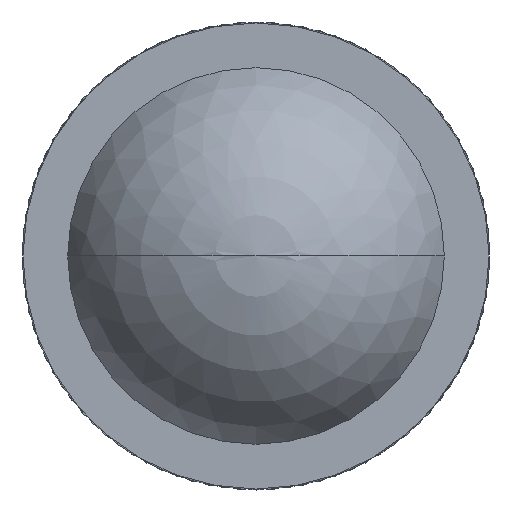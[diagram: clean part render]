
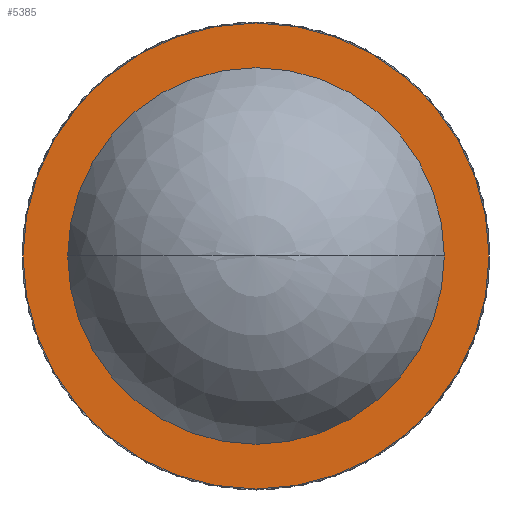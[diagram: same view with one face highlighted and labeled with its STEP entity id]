
A CAD part, left-side view. The second image highlights one B-rep face of the part: STEP entity #5385.
In plain terms, the highlighted planar face has unit normal (-1, 0, 0).
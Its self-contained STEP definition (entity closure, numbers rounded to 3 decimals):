
#2105=VERTEX_POINT('',#6283);
#2165=EDGE_CURVE('',#5197,#4933,#6350,.T.);
#3309=EDGE_CURVE('',#4933,#4121,#7622,.T.);
#4121=VERTEX_POINT('',#8529);
#4391=EDGE_CURVE('',#4121,#5197,#8826,.T.);
#4723=EDGE_CURVE('',#2105,#5937,#9193,.T.);
#4933=VERTEX_POINT('',#9425);
#5197=VERTEX_POINT('',#9717);
#5385=ADVANCED_FACE('',(#9935,#9936),#9937,.T.);
#5937=VERTEX_POINT('',#10563);
#6229=EDGE_CURVE('',#5937,#2105,#10883,.T.);
#6283=CARTESIAN_POINT('',(2.,-3.5,0.));
#6350=CIRCLE('',#11020,2.828);
#7622=CIRCLE('',#12765,2.828);
#8529=CARTESIAN_POINT('',(2.,2.828,0.));
#8826=CIRCLE('',#14413,2.828);
#9193=CIRCLE('',#14917,3.5);
#9425=CARTESIAN_POINT('',(2.,-2.828,0.));
#9717=CARTESIAN_POINT('',(2.,0.,2.828));
#9935=FACE_BOUND('',#15912,.T.);
#9936=FACE_OUTER_BOUND('',#15913,.T.);
#9937=PLANE('',#15914);
#10563=CARTESIAN_POINT('',(2.,3.5,0.));
#10883=CIRCLE('',#17191,3.5);
#11020=AXIS2_PLACEMENT_3D('',#17331,#17332,#17333);
#12765=AXIS2_PLACEMENT_3D('',#18948,#18949,#18950);
#14413=AXIS2_PLACEMENT_3D('',#20468,#20469,#20470);
#14917=AXIS2_PLACEMENT_3D('',#20884,#20885,#20886);
#15912=EDGE_LOOP('',(#21823,#21824,#21825));
#15913=EDGE_LOOP('',(#21826,#21827));
#15914=AXIS2_PLACEMENT_3D('',#21828,#21829,#21830);
#17191=AXIS2_PLACEMENT_3D('',#23007,#23008,#23009);
#17331=CARTESIAN_POINT('',(2.,0.,0.));
#17332=DIRECTION('',(1.0,0.0,0.0));
#17333=DIRECTION('',(0.0,0.0,-1.0));
#18948=CARTESIAN_POINT('',(2.,0.,0.));
#18949=DIRECTION('',(1.0,0.0,0.0));
#18950=DIRECTION('',(0.0,0.0,-1.0));
#20468=CARTESIAN_POINT('',(2.,0.,0.));
#20469=DIRECTION('',(1.0,0.0,0.0));
#20470=DIRECTION('',(0.0,0.0,-1.0));
#20884=CARTESIAN_POINT('',(2.,0.,0.));
#20885=DIRECTION('',(-1.0,-0.0,0.0));
#20886=DIRECTION('',(0.0,-1.0,0.));
#21823=ORIENTED_EDGE('',*,*,#2165,.T.);
#21824=ORIENTED_EDGE('',*,*,#3309,.T.);
#21825=ORIENTED_EDGE('',*,*,#4391,.T.);
#21826=ORIENTED_EDGE('',*,*,#4723,.T.);
#21827=ORIENTED_EDGE('',*,*,#6229,.T.);
#21828=CARTESIAN_POINT('',(2.,-1.75,0.));
#21829=DIRECTION('',(-1.0,0.0,0.0));
#21830=DIRECTION('',(0.0,1.0,0.0));
#23007=CARTESIAN_POINT('',(2.,0.,0.));
#23008=DIRECTION('',(-1.0,-0.0,0.0));
#23009=DIRECTION('',(0.0,-1.0,0.));
